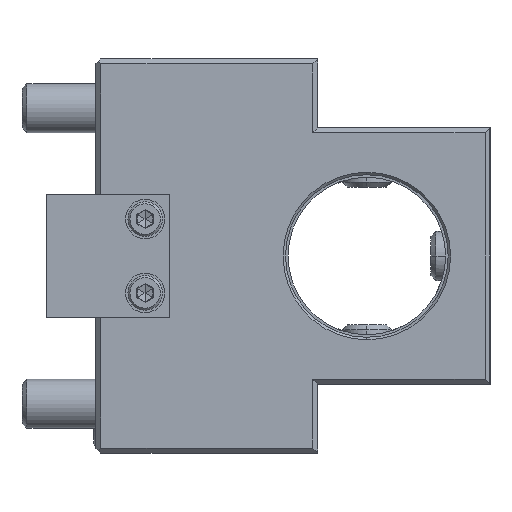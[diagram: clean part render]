
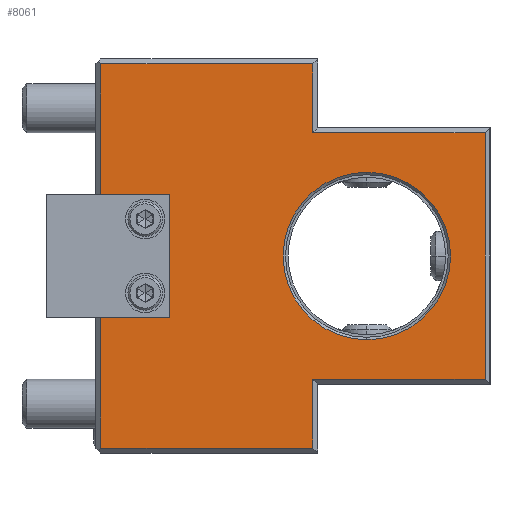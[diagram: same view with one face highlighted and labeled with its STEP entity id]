
A CAD part, left-side view. The second image highlights one B-rep face of the part: STEP entity #8061.
In plain terms, the highlighted planar face has unit normal (-1, 0, 0).
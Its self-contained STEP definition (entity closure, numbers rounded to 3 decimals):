
#626=DIRECTION('',(0.,-1.,0.));
#627=VECTOR('',#626,14.);
#628=CARTESIAN_POINT('',(-40.,-1.,-12.5));
#629=LINE('',#628,#627);
#630=DIRECTION('',(0.,0.,1.));
#631=VECTOR('',#630,25.);
#632=CARTESIAN_POINT('',(-40.,-15.,-12.5));
#633=LINE('',#632,#631);
#634=DIRECTION('',(0.,-1.,0.));
#635=VECTOR('',#634,14.);
#636=CARTESIAN_POINT('',(-40.,-1.,12.5));
#637=LINE('',#636,#635);
#638=DIRECTION('',(0.,0.,1.));
#639=VECTOR('',#638,26.5);
#640=CARTESIAN_POINT('',(-40.,-1.,12.5));
#641=LINE('',#640,#639);
#642=DIRECTION('',(0.,1.,0.));
#643=VECTOR('',#642,43.);
#644=CARTESIAN_POINT('',(-40.,-44.,39.));
#645=LINE('',#644,#643);
#646=DIRECTION('',(0.,0.,1.));
#647=VECTOR('',#646,14.);
#648=CARTESIAN_POINT('',(-40.,-44.,25.));
#649=LINE('',#648,#647);
#650=DIRECTION('',(0.,1.,0.));
#651=VECTOR('',#650,35.);
#652=CARTESIAN_POINT('',(-40.,-79.,25.));
#653=LINE('',#652,#651);
#654=DIRECTION('',(0.,0.,-1.));
#655=VECTOR('',#654,50.);
#656=CARTESIAN_POINT('',(-40.,-79.,25.));
#657=LINE('',#656,#655);
#658=DIRECTION('',(0.,-1.,0.));
#659=VECTOR('',#658,35.);
#660=CARTESIAN_POINT('',(-40.,-44.,-25.));
#661=LINE('',#660,#659);
#662=DIRECTION('',(0.,0.,1.));
#663=VECTOR('',#662,14.);
#664=CARTESIAN_POINT('',(-40.,-44.,-39.));
#665=LINE('',#664,#663);
#666=DIRECTION('',(0.,1.,0.));
#667=VECTOR('',#666,43.);
#668=CARTESIAN_POINT('',(-40.,-44.,-39.));
#669=LINE('',#668,#667);
#670=DIRECTION('',(0.,0.,1.));
#671=VECTOR('',#670,26.5);
#672=CARTESIAN_POINT('',(-40.,-1.,-39.));
#673=LINE('',#672,#671);
#674=CARTESIAN_POINT('',(-40.,-55.,0.));
#675=DIRECTION('',(1.,0.,0.));
#676=DIRECTION('',(0.,0.,1.));
#677=AXIS2_PLACEMENT_3D('',#674,#675,#676);
#679=CARTESIAN_POINT('',(-40.,-55.,0.));
#680=DIRECTION('',(1.,0.,0.));
#681=DIRECTION('',(0.,0.,-1.));
#682=AXIS2_PLACEMENT_3D('',#679,#680,#681);
#6344=CARTESIAN_POINT('',(-40.,-44.,-39.));
#6345=CARTESIAN_POINT('',(-40.,-1.,-39.));
#6346=VERTEX_POINT('',#6344);
#6347=VERTEX_POINT('',#6345);
#6356=CARTESIAN_POINT('',(-40.,-44.,39.));
#6357=CARTESIAN_POINT('',(-40.,-1.,39.));
#6358=VERTEX_POINT('',#6356);
#6359=VERTEX_POINT('',#6357);
#6368=CARTESIAN_POINT('',(-40.,-79.,25.));
#6370=VERTEX_POINT('',#6368);
#6373=CARTESIAN_POINT('',(-40.,-44.,25.));
#6375=VERTEX_POINT('',#6373);
#6379=CARTESIAN_POINT('',(-40.,-44.,-25.));
#6381=VERTEX_POINT('',#6379);
#6382=CARTESIAN_POINT('',(-40.,-79.,-25.));
#6383=VERTEX_POINT('',#6382);
#6414=CARTESIAN_POINT('',(-40.,-55.,17.));
#6415=CARTESIAN_POINT('',(-40.,-55.,-17.));
#6416=VERTEX_POINT('',#6414);
#6417=VERTEX_POINT('',#6415);
#6996=CARTESIAN_POINT('',(-40.,-1.,-12.5));
#6997=CARTESIAN_POINT('',(-40.,-15.,-12.5));
#6998=VERTEX_POINT('',#6996);
#6999=VERTEX_POINT('',#6997);
#7000=CARTESIAN_POINT('',(-40.,-1.,12.5));
#7001=CARTESIAN_POINT('',(-40.,-15.,12.5));
#7002=VERTEX_POINT('',#7000);
#7003=VERTEX_POINT('',#7001);
#8027=CARTESIAN_POINT('',(-40.,0.,40.));
#8028=DIRECTION('',(-1.,0.,0.));
#8029=DIRECTION('',(0.,0.,-1.));
#8030=AXIS2_PLACEMENT_3D('',#8027,#8028,#8029);
#8031=PLANE('',#8030);
#8033=ORIENTED_EDGE('',*,*,#8032,.T.);
#8035=ORIENTED_EDGE('',*,*,#8034,.T.);
#8037=ORIENTED_EDGE('',*,*,#8036,.F.);
#8038=ORIENTED_EDGE('',*,*,#7942,.T.);
#8040=ORIENTED_EDGE('',*,*,#8039,.F.);
#8042=ORIENTED_EDGE('',*,*,#8041,.F.);
#8044=ORIENTED_EDGE('',*,*,#8043,.F.);
#8046=ORIENTED_EDGE('',*,*,#8045,.T.);
#8048=ORIENTED_EDGE('',*,*,#8047,.F.);
#8050=ORIENTED_EDGE('',*,*,#8049,.F.);
#8051=ORIENTED_EDGE('',*,*,#8017,.T.);
#8052=ORIENTED_EDGE('',*,*,#7553,.T.);
#8053=EDGE_LOOP('',(#8033,#8035,#8037,#8038,#8040,#8042,#8044,#8046,#8048,#8050,
#8051,#8052));
#8054=FACE_OUTER_BOUND('',#8053,.F.);
#8056=ORIENTED_EDGE('',*,*,#8055,.F.);
#8058=ORIENTED_EDGE('',*,*,#8057,.F.);
#8059=EDGE_LOOP('',(#8056,#8058));
#8060=FACE_BOUND('',#8059,.F.);
#678=CIRCLE('',#677,17.);
#683=CIRCLE('',#682,17.);
#7553=EDGE_CURVE('',#6347,#6998,#673,.T.);
#7942=EDGE_CURVE('',#7002,#6359,#641,.T.);
#8017=EDGE_CURVE('',#6346,#6347,#669,.T.);
#8032=EDGE_CURVE('',#6998,#6999,#629,.T.);
#8034=EDGE_CURVE('',#6999,#7003,#633,.T.);
#8036=EDGE_CURVE('',#7002,#7003,#637,.T.);
#8039=EDGE_CURVE('',#6358,#6359,#645,.T.);
#8041=EDGE_CURVE('',#6375,#6358,#649,.T.);
#8043=EDGE_CURVE('',#6370,#6375,#653,.T.);
#8045=EDGE_CURVE('',#6370,#6383,#657,.T.);
#8047=EDGE_CURVE('',#6381,#6383,#661,.T.);
#8049=EDGE_CURVE('',#6346,#6381,#665,.T.);
#8055=EDGE_CURVE('',#6416,#6417,#678,.T.);
#8057=EDGE_CURVE('',#6417,#6416,#683,.T.);
#8061=ADVANCED_FACE('',(#8054,#8060),#8031,.T.);
